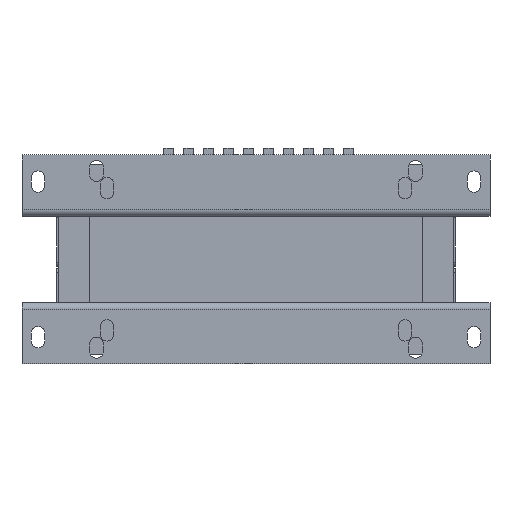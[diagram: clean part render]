
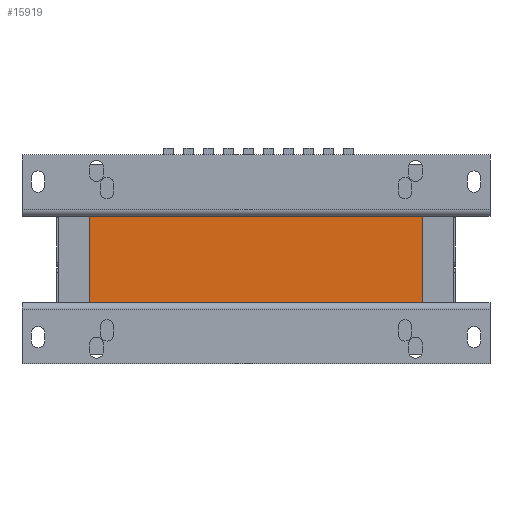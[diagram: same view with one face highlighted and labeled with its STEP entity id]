
A CAD part, front view. The second image highlights one B-rep face of the part: STEP entity #15919.
In plain terms, the highlighted planar face has unit normal (0, -1, 0).
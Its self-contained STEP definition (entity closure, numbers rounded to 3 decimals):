
#772 = VERTEX_POINT ( 'NONE', #16282 ) ;
#1032 = DIRECTION ( 'NONE',  ( 1., 0., 0. ) ) ;
#1905 = EDGE_CURVE ( 'NONE', #772, #23556, #14066, .T. ) ;
#2363 = CARTESIAN_POINT ( 'NONE',  ( 125., -125.001, 32.5 ) ) ;
#2372 = CARTESIAN_POINT ( 'NONE',  ( -125., -125.001, 32.5 ) ) ;
#2705 = CARTESIAN_POINT ( 'NONE',  ( -125., -125.001, -32.5 ) ) ;
#3359 = CARTESIAN_POINT ( 'NONE',  ( 125., -125.001, -32.5 ) ) ;
#3499 = EDGE_CURVE ( 'NONE', #6508, #19083, #25287, .T. ) ;
#6508 = VERTEX_POINT ( 'NONE', #10641 ) ;
#6704 = FACE_OUTER_BOUND ( 'NONE', #23685, .T. ) ;
#7246 = EDGE_CURVE ( 'NONE', #19083, #23556, #25352, .T. ) ;
#7916 = VECTOR ( 'NONE', #8513, 1000. ) ;
#8513 = DIRECTION ( 'NONE',  ( 0., 0., -1. ) ) ;
#8589 = DIRECTION ( 'NONE',  ( 0., 0., -1. ) ) ;
#9654 = PLANE ( 'NONE',  #23456 ) ;
#10641 = CARTESIAN_POINT ( 'NONE',  ( -125., -125.001, 32.5 ) ) ;
#13285 = ORIENTED_EDGE ( 'NONE', *, *, #7246, .T. ) ;
#13394 = CARTESIAN_POINT ( 'NONE',  ( -125., -125.001, -32.5 ) ) ;
#14066 = LINE ( 'NONE', #2363, #15013 ) ;
#14808 = VECTOR ( 'NONE', #25431, 1000. ) ;
#15013 = VECTOR ( 'NONE', #8589, 1000. ) ;
#15776 = ORIENTED_EDGE ( 'NONE', *, *, #26019, .F. ) ;
#15919 = ADVANCED_FACE ( 'NONE', ( #6704 ), #9654, .F. ) ;
#16282 = CARTESIAN_POINT ( 'NONE',  ( 125., -125.001, 32.5 ) ) ;
#16370 = LINE ( 'NONE', #19255, #14808 ) ;
#17654 = ORIENTED_EDGE ( 'NONE', *, *, #1905, .F. ) ;
#17699 = DIRECTION ( 'NONE',  ( 0., 0., 1. ) ) ;
#19083 = VERTEX_POINT ( 'NONE', #13394 ) ;
#19255 = CARTESIAN_POINT ( 'NONE',  ( -125., -125.001, 32.5 ) ) ;
#19354 = DIRECTION ( 'NONE',  ( 0., 1., 0. ) ) ;
#20626 = VECTOR ( 'NONE', #1032, 1000. ) ;
#23456 = AXIS2_PLACEMENT_3D ( 'NONE', #25715, #19354, #17699 ) ;
#23556 = VERTEX_POINT ( 'NONE', #3359 ) ;
#23685 = EDGE_LOOP ( 'NONE', ( #13285, #17654, #15776, #26113 ) ) ;
#25287 = LINE ( 'NONE', #2372, #7916 ) ;
#25352 = LINE ( 'NONE', #2705, #20626 ) ;
#25431 = DIRECTION ( 'NONE',  ( 1., 0., 0. ) ) ;
#25715 = CARTESIAN_POINT ( 'NONE',  ( -125., -125.001, 32.5 ) ) ;
#26019 = EDGE_CURVE ( 'NONE', #6508, #772, #16370, .T. ) ;
#26113 = ORIENTED_EDGE ( 'NONE', *, *, #3499, .T. ) ;
